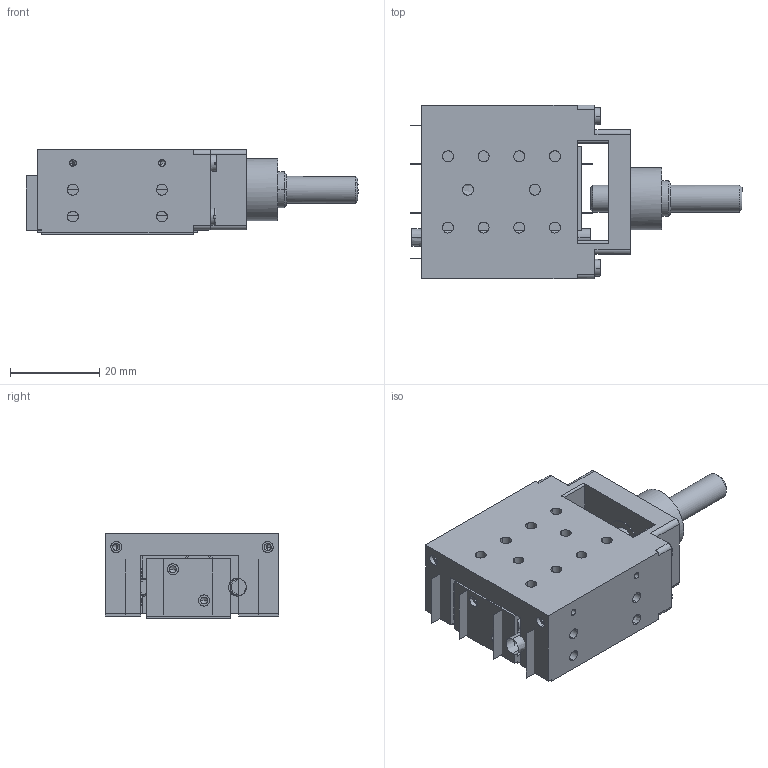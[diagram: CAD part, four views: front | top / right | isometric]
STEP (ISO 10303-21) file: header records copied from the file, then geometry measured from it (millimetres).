
FILE_DESCRIPTION(/* description */ (''),/* implementation_level */ '2;1');
FILE_NAME(/* name */ '02-TSS-A',/* time_stamp */ '2022-01-14T14:06:31+03:00',/* author */ (''),/* organization */ (''),/* preprocessor_version */ 'ST-DEVELOPER v15',/* originating_system */ '',/* authorisation */ '');
FILE_SCHEMA (('AUTOMOTIVE_DESIGN'));
Length unit declared in the file: millimetre
Products named in the file (2): Document; Block 01
Assembly tree (1 placements, depth 2):
  Document
    Block 01
Bounding box: 74.53 x 39 x 19 mm (x, y, z)
Volume: 61.8 mm3; surface area: 19872.3 mm2
Topology: 21 solids, 44 shells, 473 faces, 1400 edges, 947 vertices
Faces by surface type: bspline 473
Entity records: 41508 total; most frequent: CARTESIAN_POINT 25041, B_SPLINE_CURVE_WITH_KNOTS 2809, ORIENTED_EDGE 2557, PCURVE 2557, DEFINITIONAL_REPRESENTATION 2557, SURFACE_CURVE 1382, EDGE_CURVE 1382, VERTEX_POINT 947
